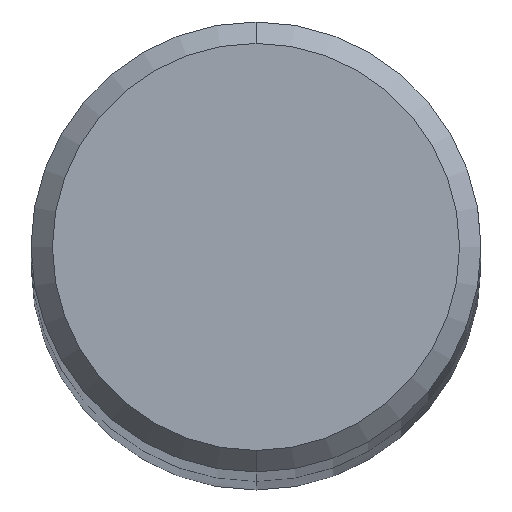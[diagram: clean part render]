
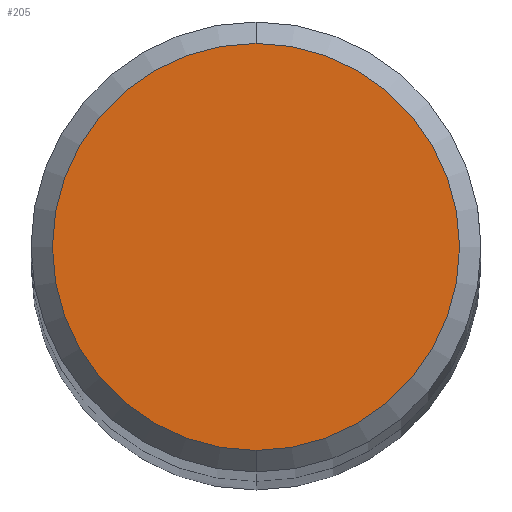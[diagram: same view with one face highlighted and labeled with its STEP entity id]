
A CAD part, top view. The second image highlights one B-rep face of the part: STEP entity #205.
In plain terms, the highlighted planar face has unit normal (0, 0, 1).
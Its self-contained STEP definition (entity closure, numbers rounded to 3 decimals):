
#205=ADVANCED_FACE('',(#493),#494,.T.);
#227=VERTEX_POINT('',#517);
#345=EDGE_CURVE('',#383,#227,#646,.T.);
#383=VERTEX_POINT('',#687);
#407=EDGE_CURVE('',#227,#383,#713,.T.);
#493=FACE_OUTER_BOUND('',#842,.T.);
#494=PLANE('',#843);
#517=CARTESIAN_POINT('',(0.,-0.95,23.0));
#646=CIRCLE('',#1198,0.95);
#687=CARTESIAN_POINT('',(0.0,0.95,23.0));
#713=CIRCLE('',#1364,0.95);
#842=EDGE_LOOP('',(#1511,#1512));
#843=AXIS2_PLACEMENT_3D('',#1513,#1514,#1515);
#1198=AXIS2_PLACEMENT_3D('',#1663,#1664,#1665);
#1364=AXIS2_PLACEMENT_3D('',#1730,#1731,#1732);
#1511=ORIENTED_EDGE('',*,*,#345,.F.);
#1512=ORIENTED_EDGE('',*,*,#407,.F.);
#1513=CARTESIAN_POINT('',(0.0,0.475,23.0));
#1514=DIRECTION('',(-0.0,0.0,1.0));
#1515=DIRECTION('',(0.0,-1.0,0.0));
#1663=CARTESIAN_POINT('',(0.0,0.0,23.0));
#1664=DIRECTION('',(0.0,0.0,-1.0));
#1665=DIRECTION('',(0.0,1.0,0.0));
#1730=CARTESIAN_POINT('',(0.0,0.0,23.0));
#1731=DIRECTION('',(0.0,0.0,-1.0));
#1732=DIRECTION('',(0.0,1.0,0.0));
